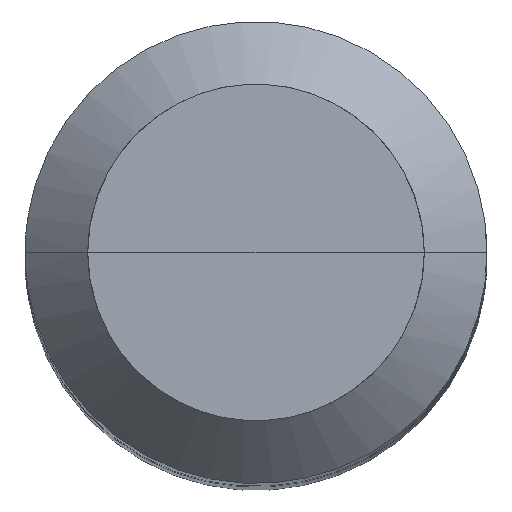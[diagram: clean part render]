
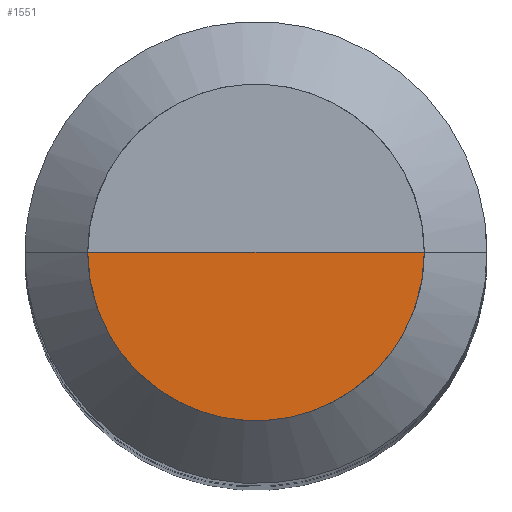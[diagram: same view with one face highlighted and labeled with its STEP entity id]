
A CAD part, top view. The second image highlights one B-rep face of the part: STEP entity #1551.
In plain terms, the highlighted free-form (B-spline) face has degree [1, 2] with [2, 5] control points.
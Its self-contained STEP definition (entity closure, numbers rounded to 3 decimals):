
#1240=CARTESIAN_POINT('',(5.1,0.0,45.0));
#1244=CARTESIAN_POINT('',(-5.1,0.0,45.0));
#1245=CARTESIAN_POINT('',(0.0,0.0,45.0));
#1252=CARTESIAN_POINT('',(-5.1,-5.1,45.0));
#1253=CARTESIAN_POINT('',(0.0,-5.1,45.0));
#1254=CARTESIAN_POINT('',(5.1,-5.1,45.0));
#1536=(
BOUNDED_SURFACE()
B_SPLINE_SURFACE(1,2,(
(#1244,#1252,#1253,#1254,#1240),
(#1245,#1245,#1245,#1245,#1245)
), .UNSPECIFIED.,.F.,.F.,.F.)
B_SPLINE_SURFACE_WITH_KNOTS((2,2),(3,2,3),(
0.0,1.0),(
0.0,0.5,1.0), .UNSPECIFIED.)
GEOMETRIC_REPRESENTATION_ITEM()
RATIONAL_B_SPLINE_SURFACE(((1.0,0.707,1.0,0.707,1.0),
(1.0,0.707,1.0,0.707,1.0)
))
REPRESENTATION_ITEM('')
SURFACE()
);
#1537=(
BOUNDED_CURVE()
B_SPLINE_CURVE(1,(#1245,#1240),.UNSPECIFIED.,.F.,.F.)
B_SPLINE_CURVE_WITH_KNOTS((2,2),
(0.0,1.0),.UNSPECIFIED.)
CURVE()
GEOMETRIC_REPRESENTATION_ITEM()
RATIONAL_B_SPLINE_CURVE((1.0,1.0))
REPRESENTATION_ITEM('')
);
#1538=(
BOUNDED_CURVE()
B_SPLINE_CURVE(2,(#1240,#1254,#1253,#1252,#1244),.UNSPECIFIED.,.F.,.F.)
B_SPLINE_CURVE_WITH_KNOTS((3,2,3),
(0.0,0.5,1.0),.UNSPECIFIED.)
CURVE()
GEOMETRIC_REPRESENTATION_ITEM()
RATIONAL_B_SPLINE_CURVE((1.0,0.707,1.0,0.707,1.0))
REPRESENTATION_ITEM('')
);
#1539=(
BOUNDED_CURVE()
B_SPLINE_CURVE(1,(#1244,#1245),.UNSPECIFIED.,.F.,.F.)
B_SPLINE_CURVE_WITH_KNOTS((2,2),
(0.0,1.0),.UNSPECIFIED.)
CURVE()
GEOMETRIC_REPRESENTATION_ITEM()
RATIONAL_B_SPLINE_CURVE((1.0,1.0))
REPRESENTATION_ITEM('')
);
#1540=VERTEX_POINT('',#1240);
#1541=VERTEX_POINT('',#1244);
#1542=VERTEX_POINT('',#1245);
#1543=EDGE_CURVE('',#1542,#1540,#1537,.T.);
#1544=EDGE_CURVE('',#1540,#1541,#1538,.T.);
#1545=EDGE_CURVE('',#1541,#1542,#1539,.T.);
#1546=ORIENTED_EDGE('',*,*,#1543,.T.);
#1547=ORIENTED_EDGE('',*,*,#1544,.T.);
#1548=ORIENTED_EDGE('',*,*,#1545,.T.);
#1549=EDGE_LOOP('',(#1546,#1547,#1548));
#1550=FACE_OUTER_BOUND('',#1549,.T.);
#1551=ADVANCED_FACE('',(#1550),#1536,.T.);
